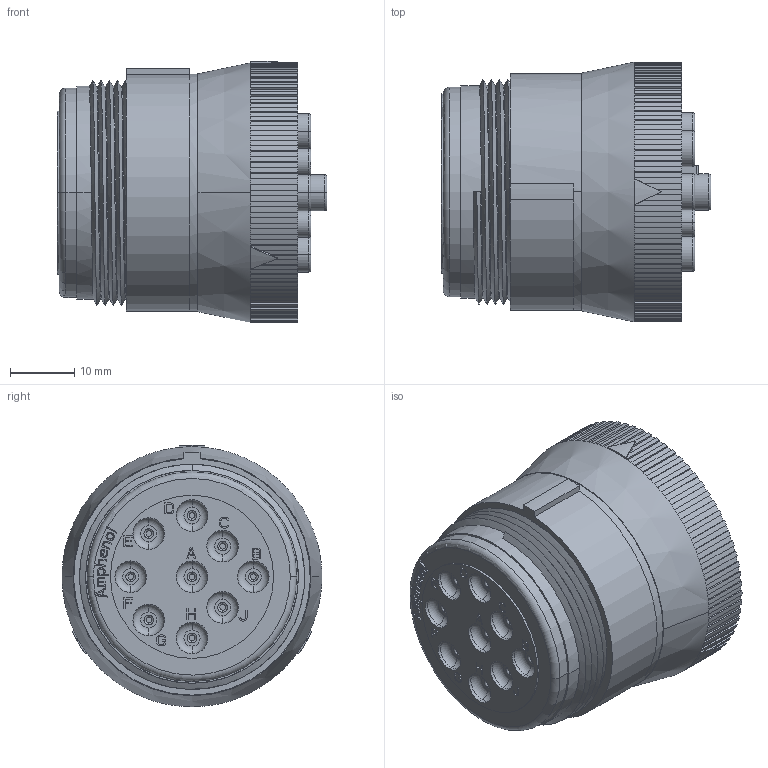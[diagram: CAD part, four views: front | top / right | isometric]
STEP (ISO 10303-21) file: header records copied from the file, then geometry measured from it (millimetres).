
FILE_DESCRIPTION((''),'2;1');
FILE_NAME('HD16-9-1939SE-1','2016-01-04T',('Orion.Li'),(''),'PRO/ENGINEER BY PARAMETRIC TECHNOLOGY CORPORATION, 2013230','PRO/ENGINEER BY PARAMETRIC TECHNOLOGY CORPORATION, 2013230','');
FILE_SCHEMA(('CONFIG_CONTROL_DESIGN'));
Length unit declared in the file: millimetre
Products named in the file (1): HD16-9-1939SE-1
Bounding box: 41.85 x 40.3 x 40.55 mm (x, y, z)
Volume: 33635.9 mm3; surface area: 10921 mm2
Topology: 1 solids, 1 shells, 1154 faces, 3005 edges, 1923 vertices
Faces by surface type: plane 531, cylinder 276, bspline 243, torus 81, cone 23
Entity records: 41822 total; most frequent: CARTESIAN_POINT 14432, ORIENTED_EDGE 6010, DIRECTION 5181, EDGE_CURVE 3005, VERTEX_POINT 1923, VECTOR 1747, LINE 1747, AXIS2_PLACEMENT_3D 1717
